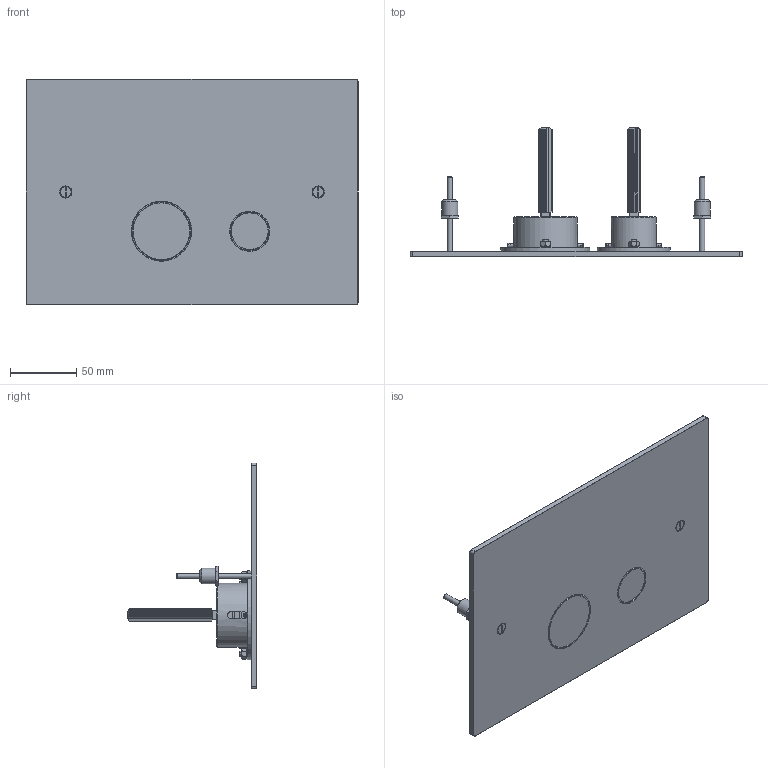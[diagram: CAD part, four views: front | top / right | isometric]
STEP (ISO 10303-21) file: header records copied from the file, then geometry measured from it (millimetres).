
FILE_DESCRIPTION(/* description */ ('Unknown'),/* implementation_level */ '2;1');
FILE_NAME(/* name */ 'CBA320-20',/* time_stamp */ '2020-03-18T12:24:05+01:00',/* author */ ('Unknown'),/* organization */ ('Unknown'),/* preprocessor_version */ 'ST-DEVELOPER v16.7',/* originating_system */ 'DEX',/* authorisation */ $);
FILE_SCHEMA (('AUTOMOTIVE_DESIGN {1 0 10303 214 3 1 1}'));
Length unit declared in the file: millimetre
Products named in the file (15): CBA320-00; CBA320-01; CBA320-05; CBA320-06; CBA320-02; CBA320-08; CBA320-03; ARA320-07; ARA320-08; CBA320-07; CBA320-04; ARA320-11; ARA320-09; ARA320-13; ARA320-10
Assembly tree (29 placements, depth 2):
  CBA320-00
    CBA320-01
    CBA320-05
    CBA320-06
    CBA320-02
    CBA320-08  x4
    CBA320-03
    ARA320-07
    ARA320-08
    CBA320-07  x4
    CBA320-04  x2
    ARA320-11  x4
    ARA320-09  x4
    ARA320-13  x2
    ARA320-10  x2
Bounding box: 250 x 97.4 x 170 mm (x, y, z)
Volume: 228459 mm3; surface area: 135271.3 mm2
Topology: 31 solids, 31 shells, 1824 faces, 4894 edges, 3102 vertices
Faces by surface type: cone 778, plane 608, cylinder 252, torus 86, bspline 58, sphere 42
Full cylindrical faces by diameter (mm): 2.459 x8, 3 x4, 3.242 x12, 3.459 x4, 4 x6, 4.5 x4, 5 x2, 12 x2, 16 x2, 19 x2, 25.5 x1, 27.8 x1, 28.2 x1, 29.9 x1, 30 x1, 34 x1, 39.5 x1, 42.8 x1, 43.2 x1, 44.9 x1, 45 x1, 48 x1, 55 x1, 67 x1
Entity records: 31552 total; most frequent: CARTESIAN_POINT 7567, ORIENTED_EDGE 4708, DIRECTION 4682, EDGE_CURVE 2354, AXIS2_PLACEMENT_3D 1854, VERTEX_POINT 1566, FACE_BOUND 1106, EDGE_LOOP 1100
